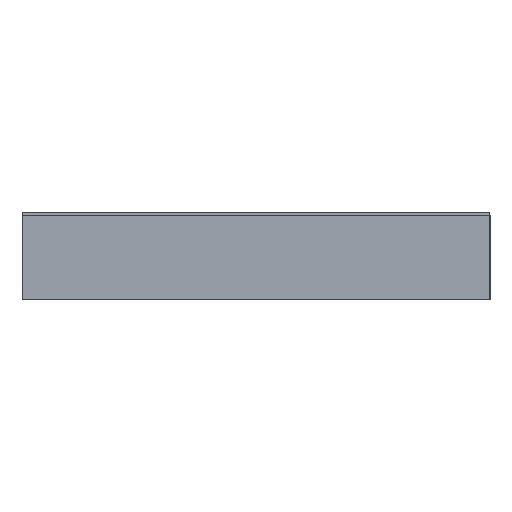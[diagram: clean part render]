
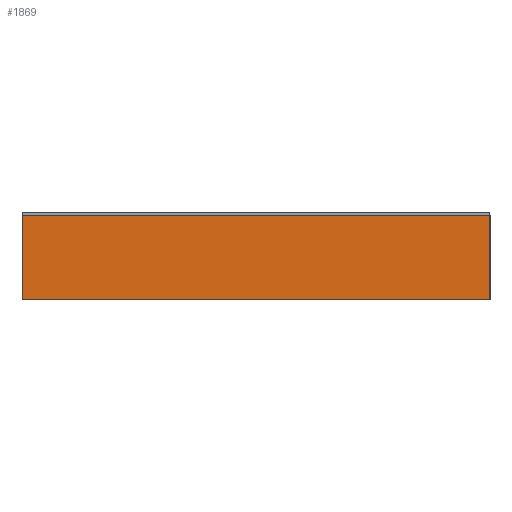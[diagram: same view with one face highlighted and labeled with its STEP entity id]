
A CAD part, left-side view. The second image highlights one B-rep face of the part: STEP entity #1869.
In plain terms, the highlighted planar face has unit normal (-1, 0, 0).
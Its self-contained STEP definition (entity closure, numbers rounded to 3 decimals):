
#200=ORIENTED_EDGE('',*,*,#750,.F.);
#201=ORIENTED_EDGE('',*,*,#751,.F.);
#202=ORIENTED_EDGE('',*,*,#752,.T.);
#203=ORIENTED_EDGE('',*,*,#753,.T.);
#750=EDGE_CURVE('',#1027,#1028,#1219,.T.);
#751=EDGE_CURVE('',#1029,#1027,#1220,.T.);
#752=EDGE_CURVE('',#1029,#1030,#1221,.T.);
#753=EDGE_CURVE('',#1030,#1028,#1222,.T.);
#1027=VERTEX_POINT('',#3048);
#1028=VERTEX_POINT('',#3049);
#1029=VERTEX_POINT('',#3051);
#1030=VERTEX_POINT('',#3053);
#1219=LINE('',#3047,#1376);
#1220=LINE('',#3050,#1377);
#1221=LINE('',#3052,#1378);
#1222=LINE('',#3054,#1379);
#1376=VECTOR('',#2691,1000.);
#1377=VECTOR('',#2692,1000.);
#1378=VECTOR('',#2693,1000.);
#1379=VECTOR('',#2694,1000.);
#1527=EDGE_LOOP('',(#200,#201,#202,#203));
#1650=FACE_BOUND('',#1527,.T.);
#1773=PLANE('',#2569);
#1869=ADVANCED_FACE('',(#1650),#1773,.T.);
#2569=AXIS2_PLACEMENT_3D('',#3046,#2689,#2690);
#2689=DIRECTION('',(-1.,0.,0.));
#2690=DIRECTION('',(0.,0.,1.));
#2691=DIRECTION('',(0.,0.,1.));
#2692=DIRECTION('',(0.,1.,0.));
#2693=DIRECTION('',(0.,0.,1.));
#2694=DIRECTION('',(0.,1.,0.));
#3046=CARTESIAN_POINT('',(-3.15,-1.6,0.));
#3047=CARTESIAN_POINT('',(-3.15,1.6,0.));
#3048=CARTESIAN_POINT('',(-3.15,1.6,0.));
#3049=CARTESIAN_POINT('',(-3.15,1.6,0.58));
#3050=CARTESIAN_POINT('',(-3.15,-1.6,0.));
#3051=CARTESIAN_POINT('',(-3.15,-1.6,0.));
#3052=CARTESIAN_POINT('',(-3.15,-1.6,0.));
#3053=CARTESIAN_POINT('',(-3.15,-1.6,0.58));
#3054=CARTESIAN_POINT('',(-3.15,-1.6,0.58));
